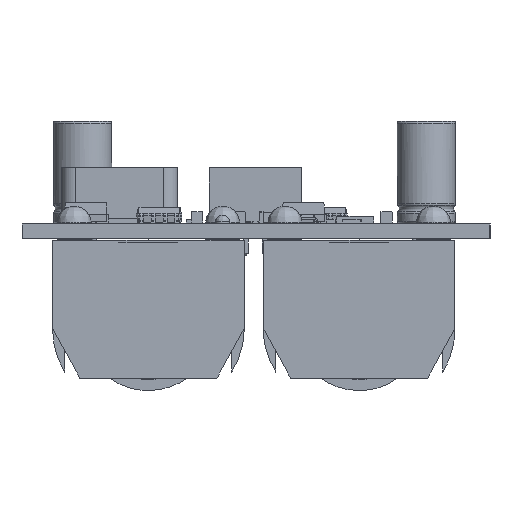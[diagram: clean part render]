
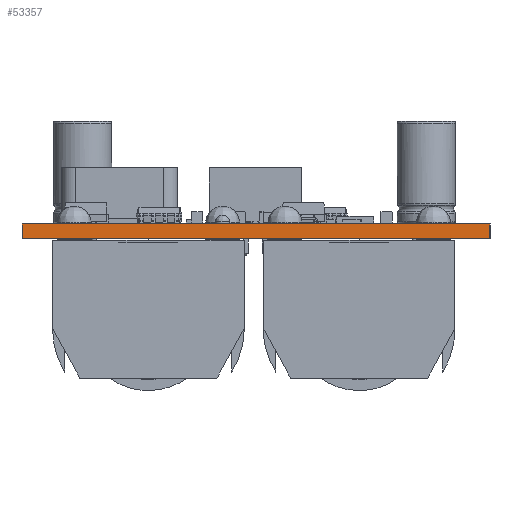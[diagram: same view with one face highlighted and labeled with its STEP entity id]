
A CAD part, left-side view. The second image highlights one B-rep face of the part: STEP entity #53357.
In plain terms, the highlighted planar face has unit normal (-1, 0, 0).
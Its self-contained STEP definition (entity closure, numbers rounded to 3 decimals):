
#53357 = ADVANCED_FACE('',(#53358),#53372,.T.);
#53358 = FACE_BOUND('',#53359,.T.);
#53359 = EDGE_LOOP('',(#53360,#53395,#53423,#53451));
#53360 = ORIENTED_EDGE('',*,*,#53361,.T.);
#53361 = EDGE_CURVE('',#53362,#53364,#53366,.T.);
#53362 = VERTEX_POINT('',#53363);
#53363 = CARTESIAN_POINT('',(15.113,-94.869,0.));
#53364 = VERTEX_POINT('',#53365);
#53365 = CARTESIAN_POINT('',(15.113,-94.869,1.6));
#53366 = SURFACE_CURVE('',#53367,(#53371,#53383),.PCURVE_S1.);
#53367 = LINE('',#53368,#53369);
#53368 = CARTESIAN_POINT('',(15.113,-94.869,0.));
#53369 = VECTOR('',#53370,1.);
#53370 = DIRECTION('',(0.,0.,1.));
#53371 = PCURVE('',#53372,#53377);
#53372 = PLANE('',#53373);
#53373 = AXIS2_PLACEMENT_3D('',#53374,#53375,#53376);
#53374 = CARTESIAN_POINT('',(15.113,-94.869,0.));
#53375 = DIRECTION('',(-1.,0.,0.));
#53376 = DIRECTION('',(0.,1.,0.));
#53377 = DEFINITIONAL_REPRESENTATION('',(#53378),#53382);
#53378 = LINE('',#53379,#53380);
#53379 = CARTESIAN_POINT('',(0.,0.));
#53380 = VECTOR('',#53381,1.);
#53381 = DIRECTION('',(0.,-1.));
#53382 = ( GEOMETRIC_REPRESENTATION_CONTEXT(2) 
PARAMETRIC_REPRESENTATION_CONTEXT() REPRESENTATION_CONTEXT('2D SPACE',''
  ) );
#53383 = PCURVE('',#53384,#53389);
#53384 = PLANE('',#53385);
#53385 = AXIS2_PLACEMENT_3D('',#53386,#53387,#53388);
#53386 = CARTESIAN_POINT('',(108.585,-94.869,0.));
#53387 = DIRECTION('',(0.,-1.,0.));
#53388 = DIRECTION('',(-1.,0.,0.));
#53389 = DEFINITIONAL_REPRESENTATION('',(#53390),#53394);
#53390 = LINE('',#53391,#53392);
#53391 = CARTESIAN_POINT('',(93.472,0.));
#53392 = VECTOR('',#53393,1.);
#53393 = DIRECTION('',(0.,-1.));
#53394 = ( GEOMETRIC_REPRESENTATION_CONTEXT(2) 
PARAMETRIC_REPRESENTATION_CONTEXT() REPRESENTATION_CONTEXT('2D SPACE',''
  ) );
#53395 = ORIENTED_EDGE('',*,*,#53396,.T.);
#53396 = EDGE_CURVE('',#53364,#53397,#53399,.T.);
#53397 = VERTEX_POINT('',#53398);
#53398 = CARTESIAN_POINT('',(15.113,-44.45,1.6));
#53399 = SURFACE_CURVE('',#53400,(#53404,#53411),.PCURVE_S1.);
#53400 = LINE('',#53401,#53402);
#53401 = CARTESIAN_POINT('',(15.113,-94.869,1.6));
#53402 = VECTOR('',#53403,1.);
#53403 = DIRECTION('',(0.,1.,0.));
#53404 = PCURVE('',#53372,#53405);
#53405 = DEFINITIONAL_REPRESENTATION('',(#53406),#53410);
#53406 = LINE('',#53407,#53408);
#53407 = CARTESIAN_POINT('',(0.,-1.6));
#53408 = VECTOR('',#53409,1.);
#53409 = DIRECTION('',(1.,0.));
#53410 = ( GEOMETRIC_REPRESENTATION_CONTEXT(2) 
PARAMETRIC_REPRESENTATION_CONTEXT() REPRESENTATION_CONTEXT('2D SPACE',''
  ) );
#53411 = PCURVE('',#53412,#53417);
#53412 = PLANE('',#53413);
#53413 = AXIS2_PLACEMENT_3D('',#53414,#53415,#53416);
#53414 = CARTESIAN_POINT('',(61.849,-69.66,1.6));
#53415 = DIRECTION('',(-0.,-0.,-1.));
#53416 = DIRECTION('',(-1.,0.,0.));
#53417 = DEFINITIONAL_REPRESENTATION('',(#53418),#53422);
#53418 = LINE('',#53419,#53420);
#53419 = CARTESIAN_POINT('',(46.736,-25.21));
#53420 = VECTOR('',#53421,1.);
#53421 = DIRECTION('',(0.,1.));
#53422 = ( GEOMETRIC_REPRESENTATION_CONTEXT(2) 
PARAMETRIC_REPRESENTATION_CONTEXT() REPRESENTATION_CONTEXT('2D SPACE',''
  ) );
#53423 = ORIENTED_EDGE('',*,*,#53424,.F.);
#53424 = EDGE_CURVE('',#53425,#53397,#53427,.T.);
#53425 = VERTEX_POINT('',#53426);
#53426 = CARTESIAN_POINT('',(15.113,-44.45,0.));
#53427 = SURFACE_CURVE('',#53428,(#53432,#53439),.PCURVE_S1.);
#53428 = LINE('',#53429,#53430);
#53429 = CARTESIAN_POINT('',(15.113,-44.45,0.));
#53430 = VECTOR('',#53431,1.);
#53431 = DIRECTION('',(0.,0.,1.));
#53432 = PCURVE('',#53372,#53433);
#53433 = DEFINITIONAL_REPRESENTATION('',(#53434),#53438);
#53434 = LINE('',#53435,#53436);
#53435 = CARTESIAN_POINT('',(50.419,0.));
#53436 = VECTOR('',#53437,1.);
#53437 = DIRECTION('',(0.,-1.));
#53438 = ( GEOMETRIC_REPRESENTATION_CONTEXT(2) 
PARAMETRIC_REPRESENTATION_CONTEXT() REPRESENTATION_CONTEXT('2D SPACE',''
  ) );
#53439 = PCURVE('',#53440,#53445);
#53440 = PLANE('',#53441);
#53441 = AXIS2_PLACEMENT_3D('',#53442,#53443,#53444);
#53442 = CARTESIAN_POINT('',(15.113,-44.45,0.));
#53443 = DIRECTION('',(0.,1.,0.));
#53444 = DIRECTION('',(1.,0.,0.));
#53445 = DEFINITIONAL_REPRESENTATION('',(#53446),#53450);
#53446 = LINE('',#53447,#53448);
#53447 = CARTESIAN_POINT('',(0.,0.));
#53448 = VECTOR('',#53449,1.);
#53449 = DIRECTION('',(0.,-1.));
#53450 = ( GEOMETRIC_REPRESENTATION_CONTEXT(2) 
PARAMETRIC_REPRESENTATION_CONTEXT() REPRESENTATION_CONTEXT('2D SPACE',''
  ) );
#53451 = ORIENTED_EDGE('',*,*,#53452,.F.);
#53452 = EDGE_CURVE('',#53362,#53425,#53453,.T.);
#53453 = SURFACE_CURVE('',#53454,(#53458,#53465),.PCURVE_S1.);
#53454 = LINE('',#53455,#53456);
#53455 = CARTESIAN_POINT('',(15.113,-94.869,0.));
#53456 = VECTOR('',#53457,1.);
#53457 = DIRECTION('',(0.,1.,0.));
#53458 = PCURVE('',#53372,#53459);
#53459 = DEFINITIONAL_REPRESENTATION('',(#53460),#53464);
#53460 = LINE('',#53461,#53462);
#53461 = CARTESIAN_POINT('',(0.,0.));
#53462 = VECTOR('',#53463,1.);
#53463 = DIRECTION('',(1.,0.));
#53464 = ( GEOMETRIC_REPRESENTATION_CONTEXT(2) 
PARAMETRIC_REPRESENTATION_CONTEXT() REPRESENTATION_CONTEXT('2D SPACE',''
  ) );
#53465 = PCURVE('',#53466,#53471);
#53466 = PLANE('',#53467);
#53467 = AXIS2_PLACEMENT_3D('',#53468,#53469,#53470);
#53468 = CARTESIAN_POINT('',(61.849,-69.66,0.));
#53469 = DIRECTION('',(-0.,-0.,-1.));
#53470 = DIRECTION('',(-1.,0.,0.));
#53471 = DEFINITIONAL_REPRESENTATION('',(#53472),#53476);
#53472 = LINE('',#53473,#53474);
#53473 = CARTESIAN_POINT('',(46.736,-25.21));
#53474 = VECTOR('',#53475,1.);
#53475 = DIRECTION('',(0.,1.));
#53476 = ( GEOMETRIC_REPRESENTATION_CONTEXT(2) 
PARAMETRIC_REPRESENTATION_CONTEXT() REPRESENTATION_CONTEXT('2D SPACE',''
  ) );
